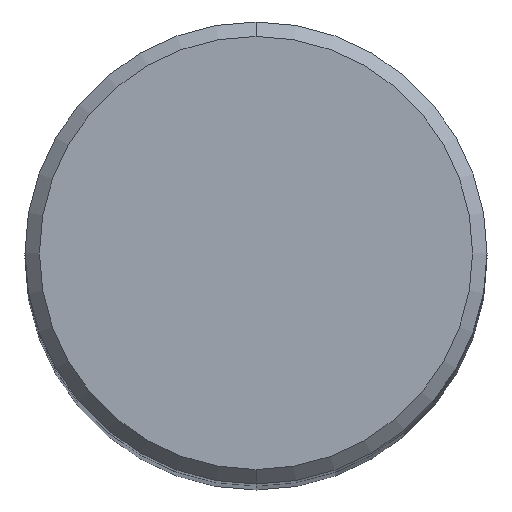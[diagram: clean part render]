
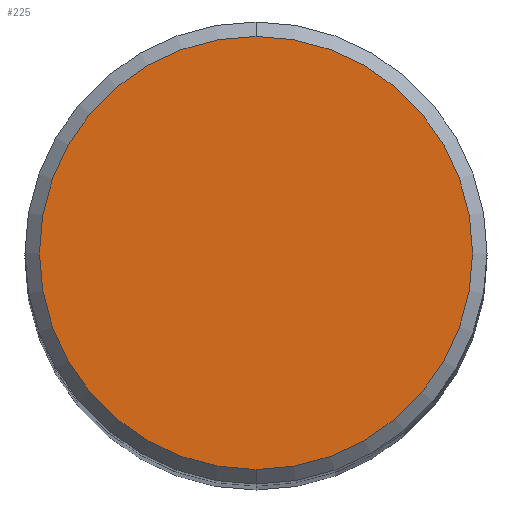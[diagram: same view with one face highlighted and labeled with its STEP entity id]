
A CAD part, top view. The second image highlights one B-rep face of the part: STEP entity #225.
In plain terms, the highlighted planar face has unit normal (0, 0, 1).
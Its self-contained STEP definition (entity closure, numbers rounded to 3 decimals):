
#159=EDGE_CURVE('',#339,#219,#418,.T.);
#219=VERTEX_POINT('',#488);
#225=ADVANCED_FACE('',(#495),#496,.T.);
#315=EDGE_CURVE('',#219,#339,#594,.T.);
#339=VERTEX_POINT('',#619);
#418=CIRCLE('',#725,15.0);
#488=CARTESIAN_POINT('',(0.0,15.0,78.0));
#495=FACE_OUTER_BOUND('',#866,.T.);
#496=PLANE('',#867);
#594=CIRCLE('',#1062,15.0);
#619=CARTESIAN_POINT('',(0.,-15.0,78.0));
#725=AXIS2_PLACEMENT_3D('',#1283,#1284,#1285);
#866=EDGE_LOOP('',(#1398,#1399));
#867=AXIS2_PLACEMENT_3D('',#1400,#1401,#1402);
#1062=AXIS2_PLACEMENT_3D('',#1499,#1500,#1501);
#1283=CARTESIAN_POINT('',(0.0,0.0,78.0));
#1284=DIRECTION('',(0.0,0.0,-1.0));
#1285=DIRECTION('',(0.0,1.0,0.0));
#1398=ORIENTED_EDGE('',*,*,#315,.F.);
#1399=ORIENTED_EDGE('',*,*,#159,.F.);
#1400=CARTESIAN_POINT('',(0.0,7.5,78.0));
#1401=DIRECTION('',(-0.0,0.0,1.0));
#1402=DIRECTION('',(0.0,-1.0,0.0));
#1499=CARTESIAN_POINT('',(0.0,0.0,78.0));
#1500=DIRECTION('',(0.0,0.0,-1.0));
#1501=DIRECTION('',(0.0,1.0,0.0));
